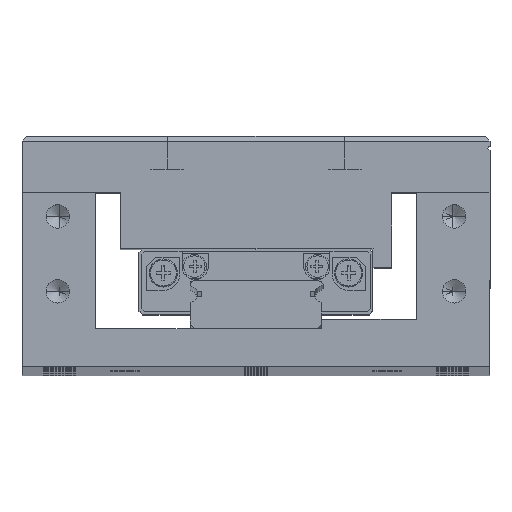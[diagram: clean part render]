
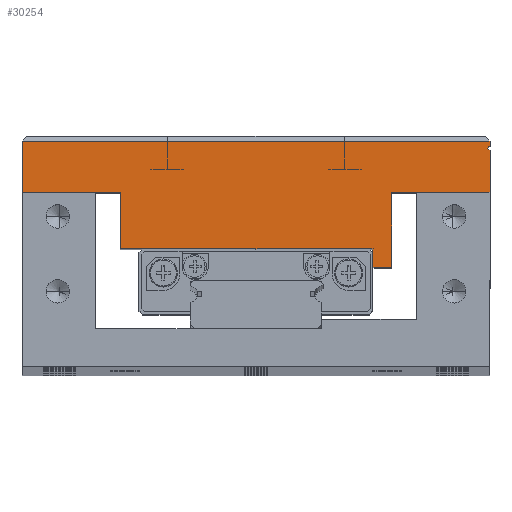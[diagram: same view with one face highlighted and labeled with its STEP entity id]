
A CAD part, top view. The second image highlights one B-rep face of the part: STEP entity #30254.
In plain terms, the highlighted face is planar.
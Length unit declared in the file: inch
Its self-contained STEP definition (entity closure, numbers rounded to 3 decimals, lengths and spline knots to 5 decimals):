
#142 = VECTOR ( 'NONE', #27920, 39.37008 ) ;
#249 = EDGE_CURVE ( 'NONE', #11629, #22291, #25613, .T. ) ;
#331 = VECTOR ( 'NONE', #21624, 39.37008 ) ;
#552 = CARTESIAN_POINT ( 'NONE',  ( -1.24016, 0.74803, -1.01083 ) ) ;
#1561 = DIRECTION ( 'NONE',  ( -1., 0., 0. ) ) ;
#1563 = CARTESIAN_POINT ( 'NONE',  ( -0.98425, 0.9252, -1.01083 ) ) ;
#1914 = EDGE_CURVE ( 'NONE', #20391, #24726, #6116, .T. ) ;
#2194 = VERTEX_POINT ( 'NONE', #10602 ) ;
#2259 = FACE_OUTER_BOUND ( 'NONE', #16404, .T. ) ;
#2617 = EDGE_CURVE ( 'NONE', #5683, #28482, #27096, .T. ) ;
#2981 = VERTEX_POINT ( 'NONE', #4669 ) ;
#3592 = DIRECTION ( 'NONE',  ( 1., 0., 0. ) ) ;
#3664 = EDGE_CURVE ( 'NONE', #5683, #16363, #28024, .T. ) ;
#3764 = CARTESIAN_POINT ( 'NONE',  ( -1.24016, 0.96457, -1.01083 ) ) ;
#4210 = CARTESIAN_POINT ( 'NONE',  ( -0.49213, 0.49606, -1.01083 ) ) ;
#4365 = CARTESIAN_POINT ( 'NONE',  ( -0.49213, 0.01969, -1.01083 ) ) ;
#4603 = ORIENTED_EDGE ( 'NONE', *, *, #14326, .T. ) ;
#4669 = CARTESIAN_POINT ( 'NONE',  ( -0.49213, 0.49606, -1.01083 ) ) ;
#5060 = VECTOR ( 'NONE', #34984, 39.37008 ) ;
#5133 = VECTOR ( 'NONE', #16665, 39.37008 ) ;
#5529 = LINE ( 'NONE', #10770, #22428 ) ;
#5683 = VERTEX_POINT ( 'NONE', #5784 ) ;
#5784 = CARTESIAN_POINT ( 'NONE',  ( -0.98425, 0.74803, -1.01083 ) ) ;
#6116 = LINE ( 'NONE', #3764, #7492 ) ;
#6451 = CARTESIAN_POINT ( 'NONE',  ( 0.98425, 0.74803, -1.01083 ) ) ;
#6786 = EDGE_CURVE ( 'NONE', #29379, #21013, #9787, .T. ) ;
#6841 = ORIENTED_EDGE ( 'NONE', *, *, #24262, .T. ) ;
#7084 = CARTESIAN_POINT ( 'NONE',  ( -0.49213, 0.43307, -1.01083 ) ) ;
#7237 = VECTOR ( 'NONE', #30819, 39.37008 ) ;
#7307 = AXIS2_PLACEMENT_3D ( 'NONE', #13258, #24257, #1561 ) ;
#7492 = VECTOR ( 'NONE', #3592, 39.37008 ) ;
#7589 = LINE ( 'NONE', #4210, #12777 ) ;
#7592 = CARTESIAN_POINT ( 'NONE',  ( -0.57087, 0.98425, -1.01083 ) ) ;
#7758 = DIRECTION ( 'NONE',  ( 0., -1., 0. ) ) ;
#7809 = DIRECTION ( 'NONE',  ( 0., 1., 0. ) ) ;
#8338 = ORIENTED_EDGE ( 'NONE', *, *, #35324, .T. ) ;
#8471 = CARTESIAN_POINT ( 'NONE',  ( -1.24016, 0.43307, -1.01083 ) ) ;
#8740 = CARTESIAN_POINT ( 'NONE',  ( 0.98425, 0.01969, -1.01083 ) ) ;
#9787 = LINE ( 'NONE', #17526, #28548 ) ;
#10036 = VECTOR ( 'NONE', #22537, 39.37008 ) ;
#10295 = LINE ( 'NONE', #7592, #331 ) ;
#10339 = CARTESIAN_POINT ( 'NONE',  ( -1.24016, 0.51181, -1.01083 ) ) ;
#10480 = VERTEX_POINT ( 'NONE', #27116 ) ;
#10553 = PLANE ( 'NONE',  #7307 ) ;
#10602 = CARTESIAN_POINT ( 'NONE',  ( -0.57087, 0.43307, -1.01083 ) ) ;
#10770 = CARTESIAN_POINT ( 'NONE',  ( -1.24016, 0.51181, -1.01083 ) ) ;
#11386 = CARTESIAN_POINT ( 'NONE',  ( -1.24016, 0.51181, -1.01083 ) ) ;
#11629 = VERTEX_POINT ( 'NONE', #14967 ) ;
#11979 = DIRECTION ( 'NONE',  ( 0., 1., 0. ) ) ;
#12357 = CARTESIAN_POINT ( 'NONE',  ( -0.98425, 0.9252, -1.01083 ) ) ;
#12397 = VERTEX_POINT ( 'NONE', #7084 ) ;
#12777 = VECTOR ( 'NONE', #7758, 39.37008 ) ;
#13216 = VERTEX_POINT ( 'NONE', #17819 ) ;
#13258 = CARTESIAN_POINT ( 'NONE',  ( -1.24016, 0.98425, -1.01083 ) ) ;
#13714 = ORIENTED_EDGE ( 'NONE', *, *, #18886, .T. ) ;
#14326 = EDGE_CURVE ( 'NONE', #21195, #13216, #16927, .T. ) ;
#14524 = EDGE_CURVE ( 'NONE', #19290, #24726, #33452, .T. ) ;
#14967 = CARTESIAN_POINT ( 'NONE',  ( 0.47638, 0.51181, -1.01083 ) ) ;
#15062 = EDGE_CURVE ( 'NONE', #2981, #10480, #28708, .T. ) ;
#15183 = CARTESIAN_POINT ( 'NONE',  ( -0.57087, 0.74803, -1.01083 ) ) ;
#15922 = DIRECTION ( 'NONE',  ( -1., 0., 0. ) ) ;
#16024 = ORIENTED_EDGE ( 'NONE', *, *, #249, .T. ) ;
#16363 = VERTEX_POINT ( 'NONE', #15183 ) ;
#16404 = EDGE_LOOP ( 'NONE', ( #4603, #8338, #33793, #31061, #13714, #27832, #17766, #16024, #31144, #24481, #27069, #29343, #6841, #22254, #29270, #23905 ) ) ;
#16665 = DIRECTION ( 'NONE',  ( 1., 0., 0. ) ) ;
#16849 = CARTESIAN_POINT ( 'NONE',  ( -1.24016, 0.74803, -1.01083 ) ) ;
#16927 = LINE ( 'NONE', #19807, #142 ) ;
#17526 = CARTESIAN_POINT ( 'NONE',  ( 0.57087, 0.98425, -1.01083 ) ) ;
#17766 = ORIENTED_EDGE ( 'NONE', *, *, #21962, .T. ) ;
#17819 = CARTESIAN_POINT ( 'NONE',  ( -0.98425, 0.94488, -1.01083 ) ) ;
#18183 = VECTOR ( 'NONE', #32020, 39.37008 ) ;
#18410 = LINE ( 'NONE', #24160, #5060 ) ;
#18886 = EDGE_CURVE ( 'NONE', #19290, #29379, #25247, .T. ) ;
#19062 = DIRECTION ( 'NONE',  ( -1., 0., 0. ) ) ;
#19184 = VECTOR ( 'NONE', #33947, 39.37008 ) ;
#19290 = VERTEX_POINT ( 'NONE', #6451 ) ;
#19452 = CARTESIAN_POINT ( 'NONE',  ( -0.98425, 0.96457, -1.01083 ) ) ;
#19654 = LINE ( 'NONE', #8471, #7237 ) ;
#19807 = CARTESIAN_POINT ( 'NONE',  ( -0.97441, 0.93504, -1.01083 ) ) ;
#19922 = VECTOR ( 'NONE', #15922, 39.37008 ) ;
#20082 = CARTESIAN_POINT ( 'NONE',  ( 0.98425, 0.96457, -1.01083 ) ) ;
#20391 = VERTEX_POINT ( 'NONE', #19452 ) ;
#21013 = VERTEX_POINT ( 'NONE', #29125 ) ;
#21178 = CARTESIAN_POINT ( 'NONE',  ( -0.97441, 0.93504, -1.01083 ) ) ;
#21195 = VERTEX_POINT ( 'NONE', #21178 ) ;
#21361 = EDGE_CURVE ( 'NONE', #2981, #12397, #7589, .T. ) ;
#21624 = DIRECTION ( 'NONE',  ( 0., 1., 0. ) ) ;
#21962 = EDGE_CURVE ( 'NONE', #21013, #11629, #5529, .T. ) ;
#22254 = ORIENTED_EDGE ( 'NONE', *, *, #3664, .F. ) ;
#22291 = VERTEX_POINT ( 'NONE', #32373 ) ;
#22428 = VECTOR ( 'NONE', #19062, 39.37008 ) ;
#22537 = DIRECTION ( 'NONE',  ( -1., 0., 0. ) ) ;
#23905 = ORIENTED_EDGE ( 'NONE', *, *, #24452, .T. ) ;
#24160 = CARTESIAN_POINT ( 'NONE',  ( -0.98425, 0.01969, -1.01083 ) ) ;
#24257 = DIRECTION ( 'NONE',  ( 0., 0., -1. ) ) ;
#24262 = EDGE_CURVE ( 'NONE', #2194, #16363, #10295, .T. ) ;
#24452 = EDGE_CURVE ( 'NONE', #28482, #21195, #26254, .T. ) ;
#24481 = ORIENTED_EDGE ( 'NONE', *, *, #15062, .F. ) ;
#24726 = VERTEX_POINT ( 'NONE', #20082 ) ;
#25030 = EDGE_CURVE ( 'NONE', #22291, #10480, #35565, .T. ) ;
#25247 = LINE ( 'NONE', #552, #10036 ) ;
#25609 = EDGE_CURVE ( 'NONE', #12397, #2194, #19654, .T. ) ;
#25613 = LINE ( 'NONE', #11386, #33605 ) ;
#26254 = LINE ( 'NONE', #1563, #18183 ) ;
#26365 = DIRECTION ( 'NONE',  ( 0., -1., 0. ) ) ;
#27069 = ORIENTED_EDGE ( 'NONE', *, *, #21361, .T. ) ;
#27096 = LINE ( 'NONE', #35380, #32352 ) ;
#27116 = CARTESIAN_POINT ( 'NONE',  ( -0.49213, 0.51181, -1.01083 ) ) ;
#27832 = ORIENTED_EDGE ( 'NONE', *, *, #6786, .T. ) ;
#27920 = DIRECTION ( 'NONE',  ( -0.707, 0.707, 0. ) ) ;
#28024 = LINE ( 'NONE', #16849, #5133 ) ;
#28482 = VERTEX_POINT ( 'NONE', #12357 ) ;
#28548 = VECTOR ( 'NONE', #26365, 39.37008 ) ;
#28708 = LINE ( 'NONE', #4365, #19184 ) ;
#29125 = CARTESIAN_POINT ( 'NONE',  ( 0.57087, 0.51181, -1.01083 ) ) ;
#29270 = ORIENTED_EDGE ( 'NONE', *, *, #2617, .T. ) ;
#29343 = ORIENTED_EDGE ( 'NONE', *, *, #25609, .T. ) ;
#29379 = VERTEX_POINT ( 'NONE', #35115 ) ;
#30254 = ADVANCED_FACE ( 'NONE', ( #2259 ), #10553, .T. ) ;
#30819 = DIRECTION ( 'NONE',  ( -1., 0., 0. ) ) ;
#30857 = DIRECTION ( 'NONE',  ( -1., 0., 0. ) ) ;
#31061 = ORIENTED_EDGE ( 'NONE', *, *, #14524, .F. ) ;
#31144 = ORIENTED_EDGE ( 'NONE', *, *, #25030, .T. ) ;
#32020 = DIRECTION ( 'NONE',  ( 0.707, 0.707, 0. ) ) ;
#32352 = VECTOR ( 'NONE', #7809, 39.37008 ) ;
#32373 = CARTESIAN_POINT ( 'NONE',  ( -0.47638, 0.51181, -1.01083 ) ) ;
#32996 = VECTOR ( 'NONE', #11979, 39.37008 ) ;
#33452 = LINE ( 'NONE', #8740, #32996 ) ;
#33605 = VECTOR ( 'NONE', #30857, 39.37008 ) ;
#33793 = ORIENTED_EDGE ( 'NONE', *, *, #1914, .T. ) ;
#33947 = DIRECTION ( 'NONE',  ( 0., 1., 0. ) ) ;
#34984 = DIRECTION ( 'NONE',  ( 0., 1., 0. ) ) ;
#35115 = CARTESIAN_POINT ( 'NONE',  ( 0.57087, 0.74803, -1.01083 ) ) ;
#35324 = EDGE_CURVE ( 'NONE', #13216, #20391, #18410, .T. ) ;
#35380 = CARTESIAN_POINT ( 'NONE',  ( -0.98425, 0.98425, -1.01083 ) ) ;
#35565 = LINE ( 'NONE', #10339, #19922 ) ;
